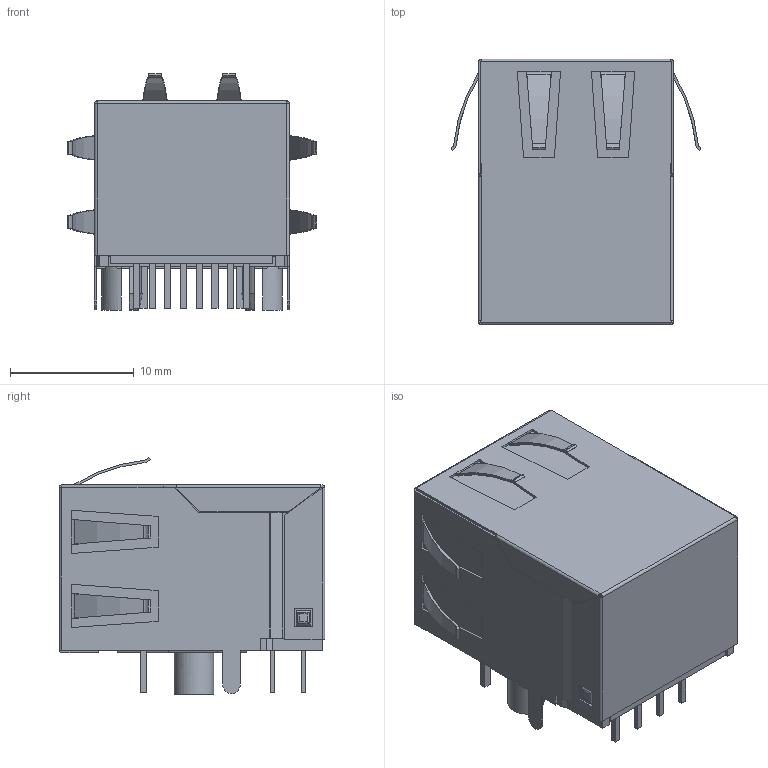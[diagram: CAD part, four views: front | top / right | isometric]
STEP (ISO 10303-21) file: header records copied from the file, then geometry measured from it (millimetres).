
FILE_DESCRIPTION(/* description */ ('Unknown'),/* implementation_level */ '2;1');
FILE_NAME(/* name */ '615008185221',/* time_stamp */ '2022-08-02T16:11:34+02:00',/* author */ ('Unknown'),/* organization */ ('Unknown'),/* preprocessor_version */ 'ST-DEVELOPER v16.7',/* originating_system */ 'Solid Edge',/* authorisation */ 'Unknown');
FILE_SCHEMA (('AUTOMOTIVE_DESIGN {1 0 10303 214 3 1 1}'));
Length unit declared in the file: millimetre
Products named in the file (15): 615008185221; 615008185221_Housing2; 615008185221_Pin1; 615008185221_Housing; 615008185221_Pin5; 615008185221_Pin2; 615008185221_Pin4; 615008185221_Pin3; 615008185221_Pin6; 615008185221_Pin7; 615008185221_Pin8; 615008185221_Pin_Led; 615008185221_GreenLed; 615008185221_YellowLed; 615008185221_Shielding
Assembly tree (17 placements, depth 2):
  615008185221
    615008185221_Housing2
    615008185221_Pin1
    615008185221_Housing
    615008185221_Pin5
    615008185221_Pin2
    615008185221_Pin4
    615008185221_Pin3
    615008185221_Pin6
    615008185221_Pin7
    615008185221_Pin8
    615008185221_Pin_Led  x4
    615008185221_GreenLed
    615008185221_YellowLed
    615008185221_Shielding
Bounding box: 20.2 x 21.5 x 19.15 mm (x, y, z)
Volume: 2808.4 mm3; surface area: 7814.7 mm2
Topology: 17 solids, 17 shells, 857 faces, 2314 edges, 1494 vertices
Faces by surface type: plane 671, cylinder 182, cone 2, torus 2
Full cylindrical faces by diameter (mm): 1.2 x10
Entity records: 26018 total; most frequent: CARTESIAN_POINT 4561, ORIENTED_EDGE 4444, DIRECTION 4256, EDGE_CURVE 2222, LINE 1842, VECTOR 1842, VERTEX_POINT 1436, AXIS2_PLACEMENT_3D 1207
